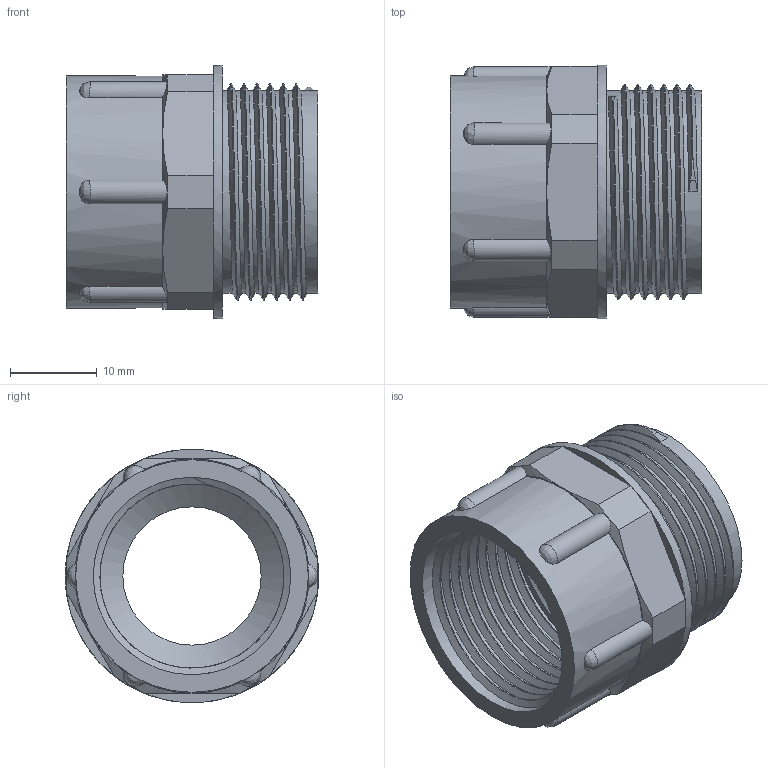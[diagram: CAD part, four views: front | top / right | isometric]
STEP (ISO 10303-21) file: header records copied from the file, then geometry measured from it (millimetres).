
FILE_DESCRIPTION(/* description */ ('Adapter sechskant M 25x1,5 / PG 16'),/* implementation_level */ '2;1');
FILE_NAME(/* name */ '11072516-RST.stp',/* time_stamp */ '2020-05-04T12:20:58+02:00',/* author */ ('sl'),/* organization */ (''),/* preprocessor_version */ 'ST-DEVELOPER v16.5',/* originating_system */ 'Autodesk Inventor 2017',/* authorisation */ '');
FILE_SCHEMA (('AUTOMOTIVE_DESIGN { 1 0 10303 214 3 1 1 }'));
Length unit declared in the file: millimetre
Products named in the file (1): 11072516
Bounding box: 29 x 29.21 x 29.21 mm (x, y, z)
Volume: 6546.9 mm3; surface area: 6037.7 mm2
Topology: 1 solids, 1 shells, 86 faces, 225 edges, 143 vertices
Faces by surface type: plane 38, cylinder 31, bspline 10, cone 7
Full cylindrical faces by diameter (mm): 15.93 x1, 17.17 x1, 22.752 x9, 23.398 x6, 26.8 x1, 29.21 x1
Entity records: 5523 total; most frequent: CARTESIAN_POINT 3951, ORIENTED_EDGE 338, DIRECTION 291, EDGE_CURVE 169, AXIS2_PLACEMENT_3D 123, VERTEX_POINT 109, EDGE_LOOP 84, FACE_OUTER_BOUND 72
